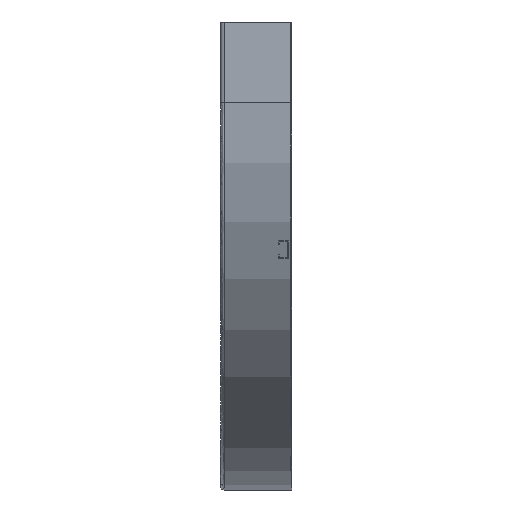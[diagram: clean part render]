
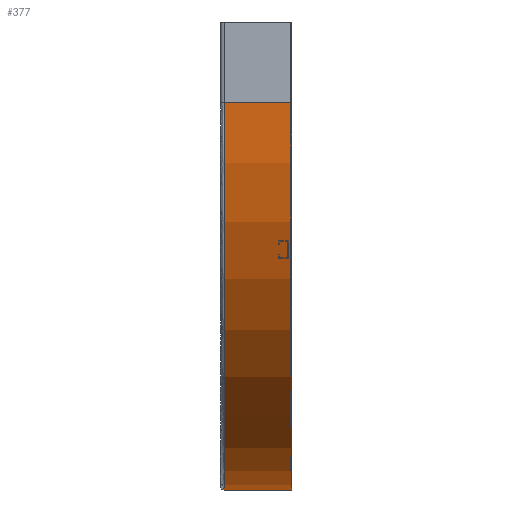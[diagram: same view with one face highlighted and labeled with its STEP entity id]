
A CAD part, left-side view. The second image highlights one B-rep face of the part: STEP entity #377.
In plain terms, the highlighted cylindrical face has radius 600 mm (diameter 1200 mm), a partial arc.
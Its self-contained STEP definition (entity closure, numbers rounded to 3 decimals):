
#63 = VERTEX_POINT ( 'NONE', #4885 ) ;
#170 = AXIS2_PLACEMENT_3D ( 'NONE', #2653, #2823, #3121 ) ;
#265 = FACE_OUTER_BOUND ( 'NONE', #425, .T. ) ;
#320 = LINE ( 'NONE', #3881, #4688 ) ;
#377 = ADVANCED_FACE ( 'NONE', ( #265 ), #4360, .T. ) ;
#425 = EDGE_LOOP ( 'NONE', ( #4015, #4025, #4056, #4123 ) ) ;
#468 = DIRECTION ( 'NONE',  ( 0., 0., 1. ) ) ;
#579 = CARTESIAN_POINT ( 'NONE',  ( -600., 0., -725. ) ) ;
#629 = CIRCLE ( 'NONE', #2737, 600. ) ;
#787 = DIRECTION ( 'NONE',  ( 0., -1., 0. ) ) ;
#796 = AXIS2_PLACEMENT_3D ( 'NONE', #1487, #1798, #1838 ) ;
#1033 = VERTEX_POINT ( 'NONE', #1770 ) ;
#1269 = CARTESIAN_POINT ( 'NONE',  ( -600., 104., -725. ) ) ;
#1487 = CARTESIAN_POINT ( 'NONE',  ( -600., 0., -125. ) ) ;
#1671 = EDGE_CURVE ( 'NONE', #1033, #63, #320, .T. ) ;
#1728 = CARTESIAN_POINT ( 'NONE',  ( -600., 0., -725. ) ) ;
#1770 = CARTESIAN_POINT ( 'NONE',  ( 0., 104., -125. ) ) ;
#1798 = DIRECTION ( 'NONE',  ( 0., 1., 0. ) ) ;
#1838 = DIRECTION ( 'NONE',  ( 0., 0., 1. ) ) ;
#1843 = DIRECTION ( 'NONE',  ( 0., 1., 0. ) ) ;
#1947 = VECTOR ( 'NONE', #1843, 1000. ) ;
#2128 = EDGE_CURVE ( 'NONE', #63, #2422, #3285, .T. ) ;
#2422 = VERTEX_POINT ( 'NONE', #579 ) ;
#2467 = VERTEX_POINT ( 'NONE', #1269 ) ;
#2507 = EDGE_CURVE ( 'NONE', #2422, #2467, #2719, .T. ) ;
#2653 = CARTESIAN_POINT ( 'NONE',  ( -600., 0., -125. ) ) ;
#2719 = LINE ( 'NONE', #1728, #1947 ) ;
#2737 = AXIS2_PLACEMENT_3D ( 'NONE', #3065, #2833, #468 ) ;
#2823 = DIRECTION ( 'NONE',  ( 0., 1., 0. ) ) ;
#2833 = DIRECTION ( 'NONE',  ( 0., -1., 0. ) ) ;
#3065 = CARTESIAN_POINT ( 'NONE',  ( -600., 104., -125. ) ) ;
#3121 = DIRECTION ( 'NONE',  ( 0., 0., 1. ) ) ;
#3285 = CIRCLE ( 'NONE', #796, 600. ) ;
#3723 = EDGE_CURVE ( 'NONE', #2467, #1033, #629, .T. ) ;
#3881 = CARTESIAN_POINT ( 'NONE',  ( 0., 0., -125. ) ) ;
#4015 = ORIENTED_EDGE ( 'NONE', *, *, #2128, .T. ) ;
#4025 = ORIENTED_EDGE ( 'NONE', *, *, #2507, .T. ) ;
#4056 = ORIENTED_EDGE ( 'NONE', *, *, #3723, .T. ) ;
#4123 = ORIENTED_EDGE ( 'NONE', *, *, #1671, .T. ) ;
#4360 = CYLINDRICAL_SURFACE ( 'NONE', #170, 600. ) ;
#4688 = VECTOR ( 'NONE', #787, 1000. ) ;
#4885 = CARTESIAN_POINT ( 'NONE',  ( 0., 0., -125. ) ) ;
